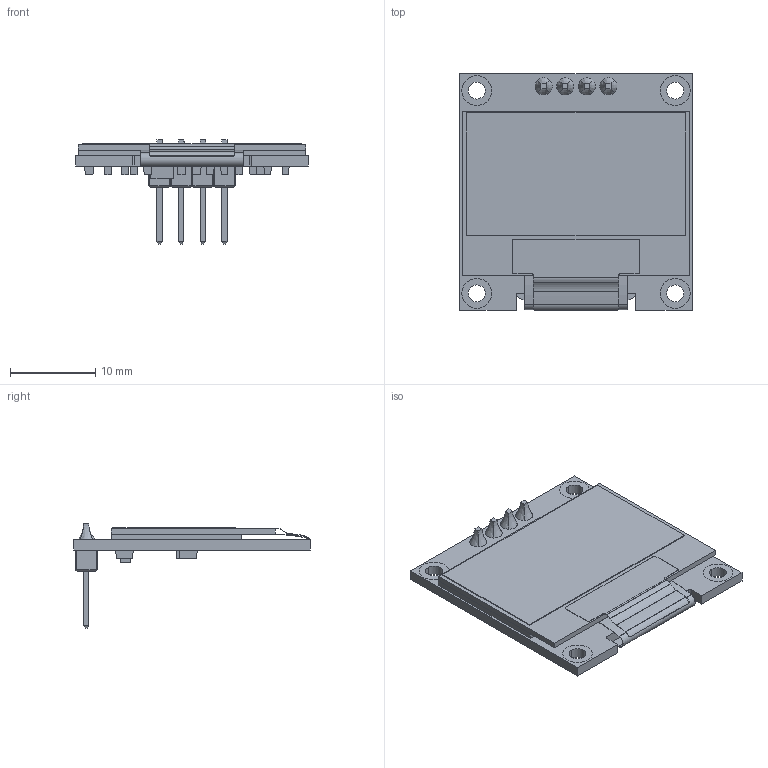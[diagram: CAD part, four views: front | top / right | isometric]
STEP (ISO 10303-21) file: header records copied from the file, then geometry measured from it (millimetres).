
FILE_DESCRIPTION(('FreeCAD Model'),'2;1');
FILE_NAME('OLED 0.96''''\OLED TFT 0.96 inch 64x128 monochrome.step','2019-07-04T09:48:50',('kicad StepUp'),('ksu MCAD'), 'Open CASCADE STEP processor 7.3','FreeCAD','Unknown');
FILE_SCHEMA(('AUTOMOTIVE_DESIGN { 1 0 10303 214 1 1 1 1 }'));
Length unit declared in the file: millimetre
Products named in the file (1): OLED_TFT_0.96_inch_64x128_monochrome
Bounding box: 27.3 x 27.8 x 12.3 mm (x, y, z)
Volume: 1627.8 mm3; surface area: 2862.6 mm2
Topology: 21 solids, 21 shells, 309 faces, 2187 edges, 6316 vertices
Faces by surface type: plane 259, cylinder 34, bspline 16
Entity records: 26025 total; most frequent: CARTESIAN_POINT 9401, DIRECTION 2955, LINE 1791, VECTOR 1791, GEOMETRIC_CURVE_SET 1459, ORIENTED_EDGE 1458, TRIMMED_CURVE 1458, EDGE_CURVE 729
